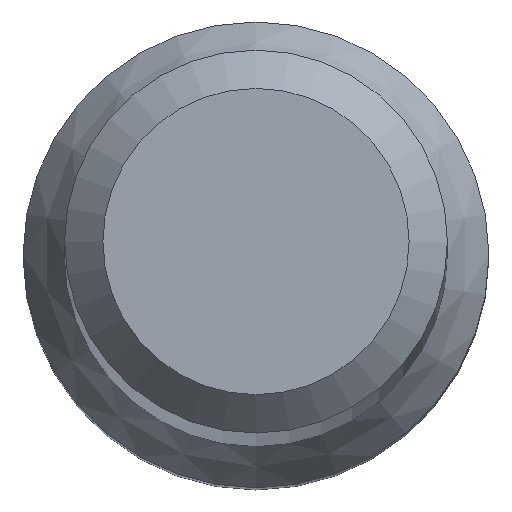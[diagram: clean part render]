
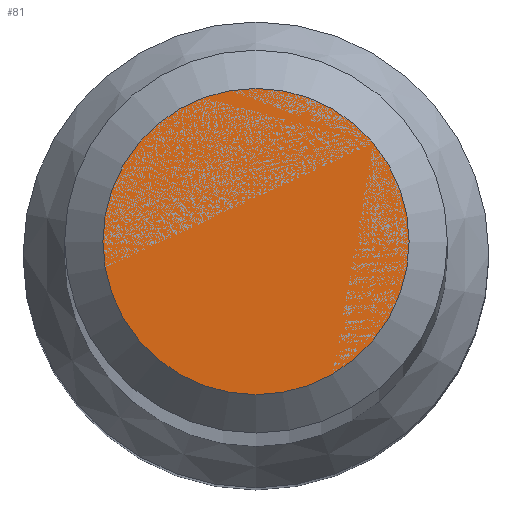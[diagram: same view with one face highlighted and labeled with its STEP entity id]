
A CAD part, top view. The second image highlights one B-rep face of the part: STEP entity #81.
In plain terms, the highlighted planar face has unit normal (0, 0, 1).
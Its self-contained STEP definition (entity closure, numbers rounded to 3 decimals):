
#35 = PLANE ( 'NONE',  #269 ) ;
#59 = AXIS2_PLACEMENT_3D ( 'NONE', #69, #259, #193 ) ;
#69 = CARTESIAN_POINT ( 'NONE',  ( 0., 0., 70. ) ) ;
#74 = EDGE_CURVE ( 'NONE', #301, #301, #204, .T. ) ;
#75 = FACE_OUTER_BOUND ( 'NONE', #216, .T. ) ;
#81 = ADVANCED_FACE ( 'NONE', ( #75 ), #35, .F. ) ;
#132 = CARTESIAN_POINT ( 'NONE',  ( 0., 1.2, 70. ) ) ;
#167 = DIRECTION ( 'NONE',  ( 0., 0., -1. ) ) ;
#193 = DIRECTION ( 'NONE',  ( 0., 1., 0. ) ) ;
#204 = CIRCLE ( 'NONE', #59, 1.2 ) ;
#216 = EDGE_LOOP ( 'NONE', ( #235 ) ) ;
#235 = ORIENTED_EDGE ( 'NONE', *, *, #74, .F. ) ;
#259 = DIRECTION ( 'NONE',  ( 0., 0., -1. ) ) ;
#262 = DIRECTION ( 'NONE',  ( 0., 1., 0. ) ) ;
#269 = AXIS2_PLACEMENT_3D ( 'NONE', #287, #167, #262 ) ;
#287 = CARTESIAN_POINT ( 'NONE',  ( 0., 0., 70. ) ) ;
#301 = VERTEX_POINT ( 'NONE', #132 ) ;
